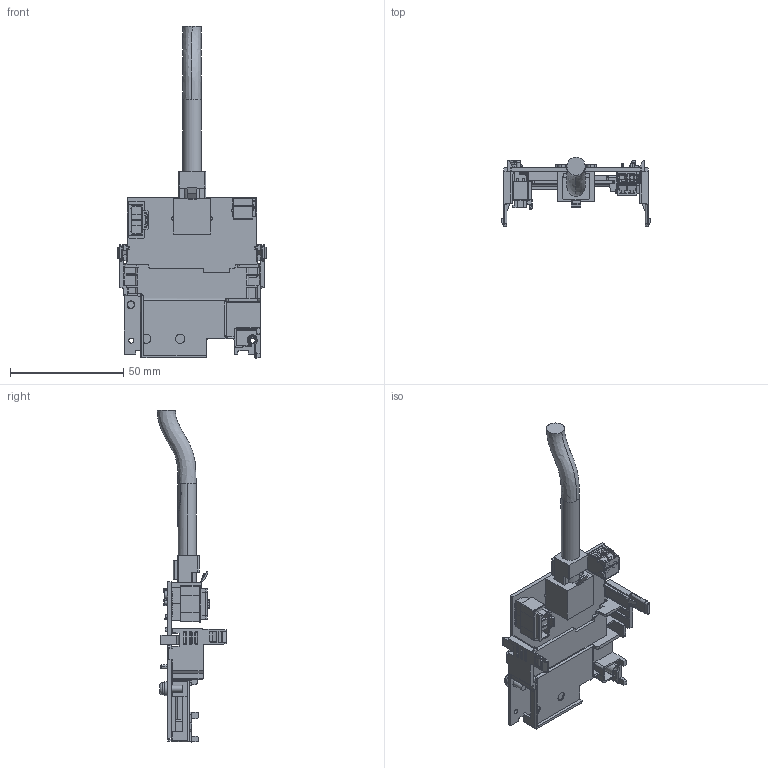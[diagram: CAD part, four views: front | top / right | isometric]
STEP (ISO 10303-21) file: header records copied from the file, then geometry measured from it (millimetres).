
FILE_DESCRIPTION (( 'STEP AP214' ), '1' );
FILE_NAME ('GS20A-CM-ENETIP-3D00 fXT EXT 2 CUT Coord fXT.STEP', '2020-04-07T20:14:07', ( '' ), ( '' ), 'SwSTEP 2.0', 'SolidWorks 2017', '' );
FILE_SCHEMA (( 'AUTOMOTIVE_DESIGN' ));
Length unit declared in the file: inch
Products named in the file (1): GS20A-CM-ENETIP-3D00 fXT EXT 2  CUT Coord fXT
Bounding box: 65.6 x 30.62 x 146.62 mm (x, y, z)
Volume: 23529 mm3; surface area: 30335.8 mm2
Topology: 23 solids, 23 shells, 4743 faces, 13846 edges, 8951 vertices
Faces by surface type: plane 3584, cylinder 1014, bspline 119, cone 24, torus 2
Entity records: 164250 total; most frequent: CARTESIAN_POINT 36899, ORIENTED_EDGE 27684, DIRECTION 23921, EDGE_CURVE 13842, VECTOR 11207, LINE 11207, VERTEX_POINT 8951, AXIS2_PLACEMENT_3D 6357
